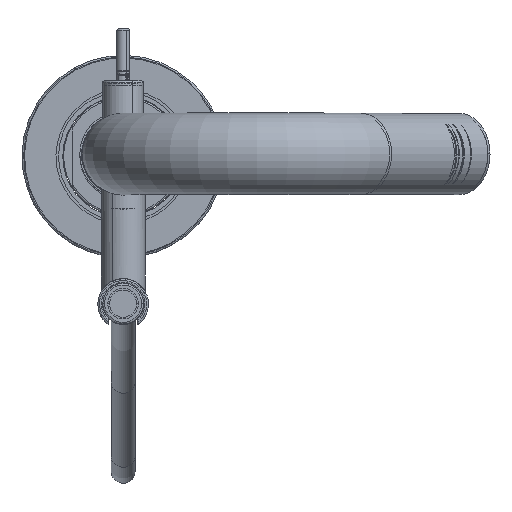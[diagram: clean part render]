
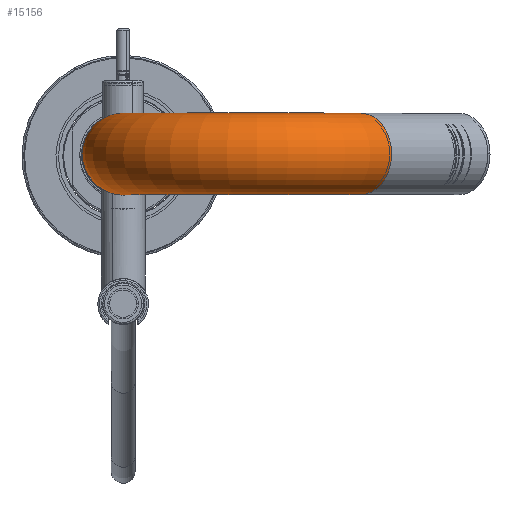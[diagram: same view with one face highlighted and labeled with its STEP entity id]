
A CAD part, top view. The second image highlights one B-rep face of the part: STEP entity #15156.
In plain terms, the highlighted toroidal (fillet/blend) face has major radius 79 mm and minor radius 24 mm.
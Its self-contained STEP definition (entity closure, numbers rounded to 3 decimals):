
#15066=CARTESIAN_POINT('Vertex',(139.517,-24.004,288.28)) ;
#15075=CARTESIAN_POINT('Vertex',(139.518,23.996,288.28)) ;
#15097=CARTESIAN_POINT('Axis2P3D Location',(139.518,-0.004,288.28)) ;
#15114=CARTESIAN_POINT('Axis2P3D Location',(79.,-0.003,237.5)) ;
#15123=CARTESIAN_POINT('Vertex',(-0.001,-24.,237.5)) ;
#15125=CARTESIAN_POINT('Vertex',(0.001,24.,237.5)) ;
#15128=CARTESIAN_POINT('Axis2P3D Location',(79.001,23.997,237.5)) ;
#15133=CARTESIAN_POINT('Axis2P3D Location',(78.999,-24.003,237.5)) ;
#15145=CARTESIAN_POINT('Axis2P3D Location',(0.,0.,237.5)) ;
#15098=DIRECTION('Axis2P3D Direction',(0.643,0.,-0.766)) ;
#15115=DIRECTION('Axis2P3D Direction',(0.,-1.,0.)) ;
#15116=DIRECTION('Axis2P3D XDirection',(0.766,0.,0.643)) ;
#15129=DIRECTION('Axis2P3D Direction',(0.,-1.,0.)) ;
#15134=DIRECTION('Axis2P3D Direction',(0.,-1.,0.)) ;
#15146=DIRECTION('Axis2P3D Direction',(0.,0.,1.)) ;
#15099=AXIS2_PLACEMENT_3D('Circle Axis2P3D',#15097,#15098,$) ;
#15117=AXIS2_PLACEMENT_3D('Torus Axis2P3D',#15114,#15115,#15116) ;
#15130=AXIS2_PLACEMENT_3D('Circle Axis2P3D',#15128,#15129,$) ;
#15135=AXIS2_PLACEMENT_3D('Circle Axis2P3D',#15133,#15134,$) ;
#15147=AXIS2_PLACEMENT_3D('Circle Axis2P3D',#15145,#15146,$) ;
#15151=ORIENTED_EDGE('',*,*,#15149,.T.) ;
#15152=ORIENTED_EDGE('',*,*,#15137,.F.) ;
#15153=ORIENTED_EDGE('',*,*,#15101,.F.) ;
#15154=ORIENTED_EDGE('',*,*,#15132,.T.) ;
#15156=ADVANCED_FACE('93774.1\\42413.1\\PartBody',(#15155),#15118,.T.) ;
#15100=CIRCLE('generated circle',#15099,24.) ;
#15131=CIRCLE('generated circle',#15130,79.) ;
#15136=CIRCLE('generated circle',#15135,79.) ;
#15148=CIRCLE('generated circle',#15147,24.) ;
#15118=TOROIDAL_SURFACE('homeo Torus',#15117,79.,24.) ;
#15101=EDGE_CURVE('',#15076,#15067,#15100,.T.) ;
#15132=EDGE_CURVE('',#15076,#15126,#15131,.T.) ;
#15137=EDGE_CURVE('',#15067,#15124,#15136,.T.) ;
#15149=EDGE_CURVE('',#15126,#15124,#15148,.T.) ;
#15150=EDGE_LOOP('',(#15151,#15152,#15153,#15154)) ;
#15155=FACE_OUTER_BOUND('',#15150,.T.) ;
#15067=VERTEX_POINT('',#15066) ;
#15076=VERTEX_POINT('',#15075) ;
#15124=VERTEX_POINT('',#15123) ;
#15126=VERTEX_POINT('',#15125) ;
